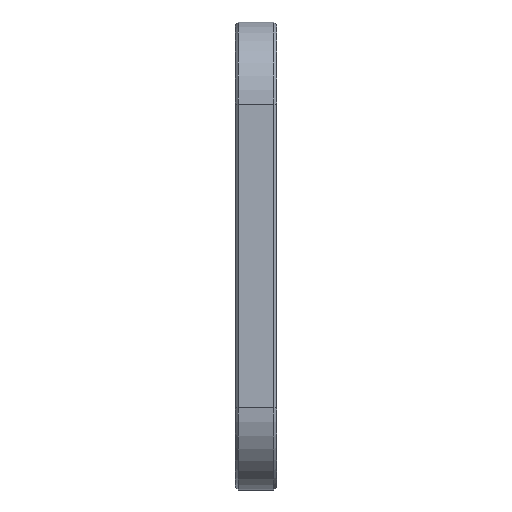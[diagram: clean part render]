
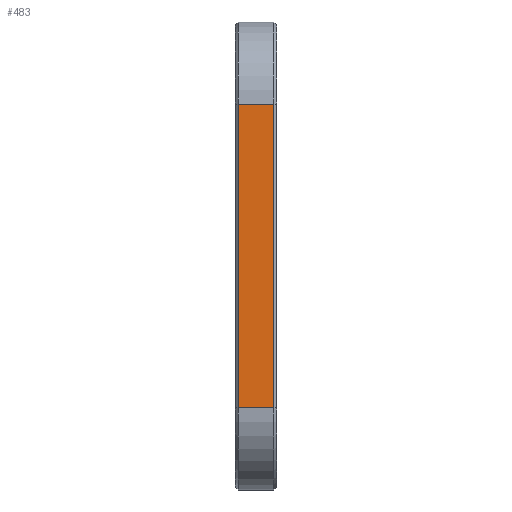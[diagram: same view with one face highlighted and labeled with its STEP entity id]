
A CAD part, left-side view. The second image highlights one B-rep face of the part: STEP entity #483.
In plain terms, the highlighted planar face has unit normal (-1, 0, 0).
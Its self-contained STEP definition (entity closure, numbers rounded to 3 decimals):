
#263 = VERTEX_POINT ( 'NONE', #3872 ) ;
#284 = DIRECTION ( 'NONE',  ( 0., 0., -1. ) ) ;
#321 = ORIENTED_EDGE ( 'NONE', *, *, #3575, .T. ) ;
#332 = VECTOR ( 'NONE', #1989, 1000. ) ;
#483 = ADVANCED_FACE ( 'NONE', ( #1842 ), #4036, .T. ) ;
#827 = ORIENTED_EDGE ( 'NONE', *, *, #4890, .T. ) ;
#854 = DIRECTION ( 'NONE',  ( 0., 0., 1. ) ) ;
#927 = VECTOR ( 'NONE', #1793, 1000. ) ;
#1209 = CARTESIAN_POINT ( 'NONE',  ( -135., 1., 55.5 ) ) ;
#1231 = EDGE_CURVE ( 'NONE', #1861, #2228, #3318, .T. ) ;
#1312 = LINE ( 'NONE', #1459, #2711 ) ;
#1459 = CARTESIAN_POINT ( 'NONE',  ( -135., 14., -85.5 ) ) ;
#1554 = CARTESIAN_POINT ( 'NONE',  ( -135., 1., -55.5 ) ) ;
#1596 = CARTESIAN_POINT ( 'NONE',  ( -135., 0., 55.5 ) ) ;
#1660 = DIRECTION ( 'NONE',  ( -1., 0., 0. ) ) ;
#1793 = DIRECTION ( 'NONE',  ( 0., -1., 0. ) ) ;
#1842 = FACE_OUTER_BOUND ( 'NONE', #2923, .T. ) ;
#1851 = VERTEX_POINT ( 'NONE', #2760 ) ;
#1861 = VERTEX_POINT ( 'NONE', #1554 ) ;
#1989 = DIRECTION ( 'NONE',  ( 0., 1., 0. ) ) ;
#2013 = LINE ( 'NONE', #2135, #927 ) ;
#2125 = ORIENTED_EDGE ( 'NONE', *, *, #4411, .T. ) ;
#2135 = CARTESIAN_POINT ( 'NONE',  ( -135., 0., -55.5 ) ) ;
#2228 = VERTEX_POINT ( 'NONE', #1209 ) ;
#2359 = LINE ( 'NONE', #1596, #332 ) ;
#2711 = VECTOR ( 'NONE', #284, 1000. ) ;
#2760 = CARTESIAN_POINT ( 'NONE',  ( -135., 14., -55.5 ) ) ;
#2923 = EDGE_LOOP ( 'NONE', ( #827, #4821, #321, #2125 ) ) ;
#3318 = LINE ( 'NONE', #3856, #4076 ) ;
#3465 = DIRECTION ( 'NONE',  ( 0., 0., 1. ) ) ;
#3575 = EDGE_CURVE ( 'NONE', #2228, #263, #2359, .T. ) ;
#3856 = CARTESIAN_POINT ( 'NONE',  ( -135., 1., 55.5 ) ) ;
#3872 = CARTESIAN_POINT ( 'NONE',  ( -135., 14., 55.5 ) ) ;
#4036 = PLANE ( 'NONE',  #4485 ) ;
#4076 = VECTOR ( 'NONE', #3465, 1000. ) ;
#4099 = CARTESIAN_POINT ( 'NONE',  ( -135., 0., -85.5 ) ) ;
#4411 = EDGE_CURVE ( 'NONE', #263, #1851, #1312, .T. ) ;
#4485 = AXIS2_PLACEMENT_3D ( 'NONE', #4099, #1660, #854 ) ;
#4821 = ORIENTED_EDGE ( 'NONE', *, *, #1231, .T. ) ;
#4890 = EDGE_CURVE ( 'NONE', #1851, #1861, #2013, .T. ) ;
